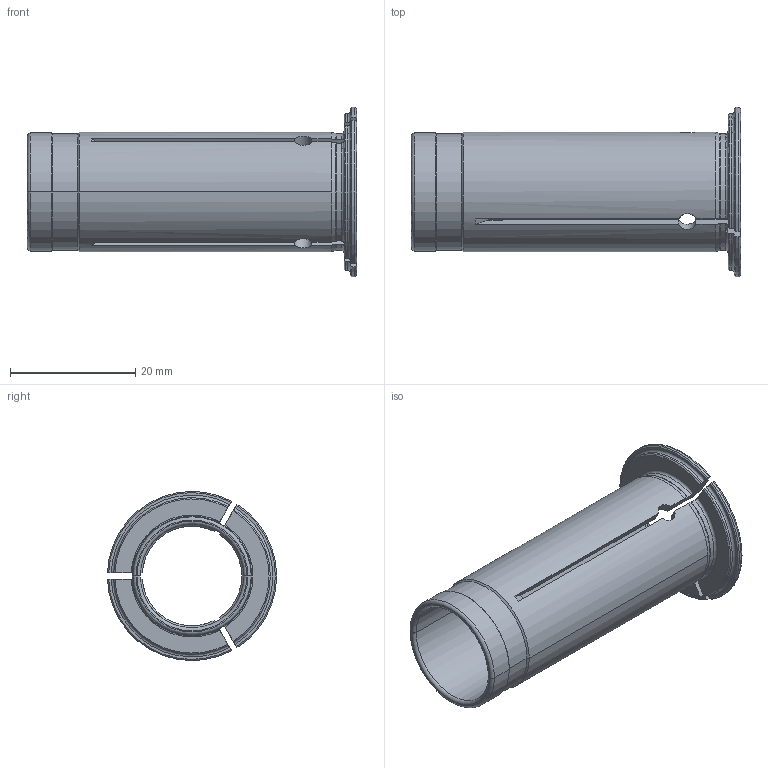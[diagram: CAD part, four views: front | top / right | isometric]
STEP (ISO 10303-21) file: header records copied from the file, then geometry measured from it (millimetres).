
FILE_DESCRIPTION((''),'2;1');
FILE_NAME('HK19_05-15_875-625508','2019-02-08T08:26:34',('user'),(''),'CREO PARAMETRIC BY PTC INC, 2018100','CREO PARAMETRIC BY PTC INC, 2018100','');
FILE_SCHEMA(('CONFIG_CONTROL_DESIGN'));
Length unit declared in the file: millimetre
Products named in the file (1): HK19_05-15_875-625508
Bounding box: 52.5 x 26.99 x 27 mm (x, y, z)
Volume: 4464.1 mm3; surface area: 6609.6 mm2
Topology: 1 solids, 1 shells, 92 faces, 261 edges, 170 vertices
Faces by surface type: cylinder 29, torus 22, plane 22, cone 19
Entity records: 3319 total; most frequent: CARTESIAN_POINT 978, ORIENTED_EDGE 522, DIRECTION 444, EDGE_CURVE 261, AXIS2_PLACEMENT_3D 177, VERTEX_POINT 170, EDGE_LOOP 93, FACE_OUTER_BOUND 92
